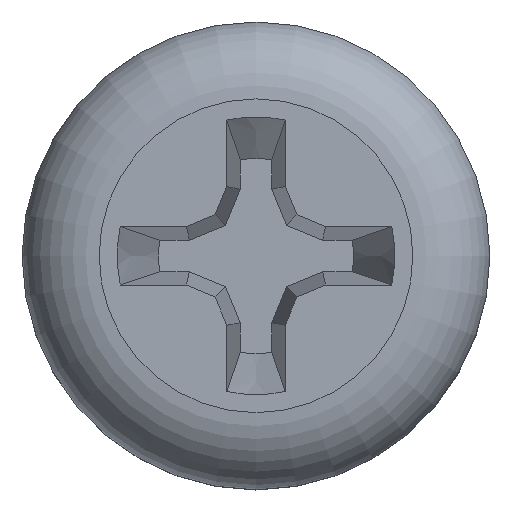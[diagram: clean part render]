
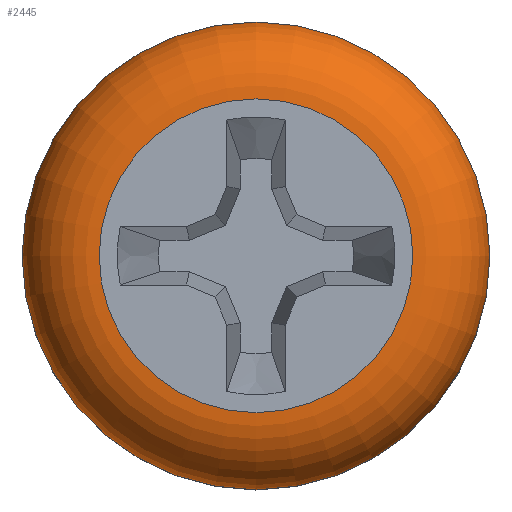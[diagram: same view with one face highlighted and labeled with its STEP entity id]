
A CAD part, top view. The second image highlights one B-rep face of the part: STEP entity #2445.
In plain terms, the highlighted toroidal (fillet/blend) face has major radius 2.683 mm and minor radius 1.317 mm.
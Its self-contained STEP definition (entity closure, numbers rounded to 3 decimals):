
#39=TOROIDAL_SURFACE('',#2604,2.683,1.318);
#253=FACE_OUTER_BOUND('',#383,.T.);
#383=EDGE_LOOP('',(#1891,#1892,#1893,#1894,#1895,#1896,#1897));
#422=CIRCLE('',#2605,4.);
#423=CIRCLE('',#2606,4.);
#424=CIRCLE('',#2607,1.318);
#425=CIRCLE('',#2608,2.683);
#426=CIRCLE('',#2609,2.683);
#427=CIRCLE('',#2610,4.);
#1049=VERTEX_POINT('',#14827);
#1050=VERTEX_POINT('',#14828);
#1051=VERTEX_POINT('',#14830);
#1052=VERTEX_POINT('',#14832);
#1053=VERTEX_POINT('',#14834);
#1407=EDGE_CURVE('',#1049,#1050,#422,.T.);
#1408=EDGE_CURVE('',#1051,#1049,#423,.T.);
#1409=EDGE_CURVE('',#1051,#1052,#424,.T.);
#1410=EDGE_CURVE('',#1052,#1053,#425,.T.);
#1411=EDGE_CURVE('',#1053,#1052,#426,.T.);
#1412=EDGE_CURVE('',#1050,#1051,#427,.T.);
#1891=ORIENTED_EDGE('',*,*,#1407,.F.);
#1892=ORIENTED_EDGE('',*,*,#1408,.F.);
#1893=ORIENTED_EDGE('',*,*,#1409,.T.);
#1894=ORIENTED_EDGE('',*,*,#1410,.T.);
#1895=ORIENTED_EDGE('',*,*,#1411,.T.);
#1896=ORIENTED_EDGE('',*,*,#1409,.F.);
#1897=ORIENTED_EDGE('',*,*,#1412,.F.);
#2445=ADVANCED_FACE('',(#253),#39,.T.);
#2604=AXIS2_PLACEMENT_3D('',#14826,#2968,#2969);
#2605=AXIS2_PLACEMENT_3D('',#14829,#2970,#2971);
#2606=AXIS2_PLACEMENT_3D('',#14831,#2972,#2973);
#2607=AXIS2_PLACEMENT_3D('',#14833,#2974,#2975);
#2608=AXIS2_PLACEMENT_3D('',#14835,#2976,#2977);
#2609=AXIS2_PLACEMENT_3D('',#14836,#2978,#2979);
#2610=AXIS2_PLACEMENT_3D('',#14837,#2980,#2981);
#2968=DIRECTION('center_axis',(0.,0.,-1.));
#2969=DIRECTION('ref_axis',(0.,1.,0.));
#2970=DIRECTION('center_axis',(0.,0.,-1.));
#2971=DIRECTION('ref_axis',(0.,1.,0.));
#2972=DIRECTION('center_axis',(0.,0.,-1.));
#2973=DIRECTION('ref_axis',(0.,1.,0.));
#2974=DIRECTION('center_axis',(-1.,0.,0.));
#2975=DIRECTION('ref_axis',(0.,-1.,0.));
#2976=DIRECTION('center_axis',(0.,0.,-1.));
#2977=DIRECTION('ref_axis',(0.,1.,0.));
#2978=DIRECTION('center_axis',(0.,0.,-1.));
#2979=DIRECTION('ref_axis',(0.,1.,0.));
#2980=DIRECTION('center_axis',(0.,0.,-1.));
#2981=DIRECTION('ref_axis',(0.,1.,0.));
#14826=CARTESIAN_POINT('Origin',(0.,0.,1.783));
#14827=CARTESIAN_POINT('',(-4.,0.,1.783));
#14828=CARTESIAN_POINT('',(4.,0.,1.783));
#14829=CARTESIAN_POINT('Origin',(0.,0.,1.783));
#14830=CARTESIAN_POINT('',(0.,-4.,1.783));
#14831=CARTESIAN_POINT('Origin',(0.,0.,1.783));
#14832=CARTESIAN_POINT('',(0.,-2.683,3.1));
#14833=CARTESIAN_POINT('Origin',(0.,-2.683,1.783));
#14834=CARTESIAN_POINT('',(0.,2.683,3.1));
#14835=CARTESIAN_POINT('Origin',(0.,0.,3.1));
#14836=CARTESIAN_POINT('Origin',(0.,0.,3.1));
#14837=CARTESIAN_POINT('Origin',(0.,0.,1.783));
